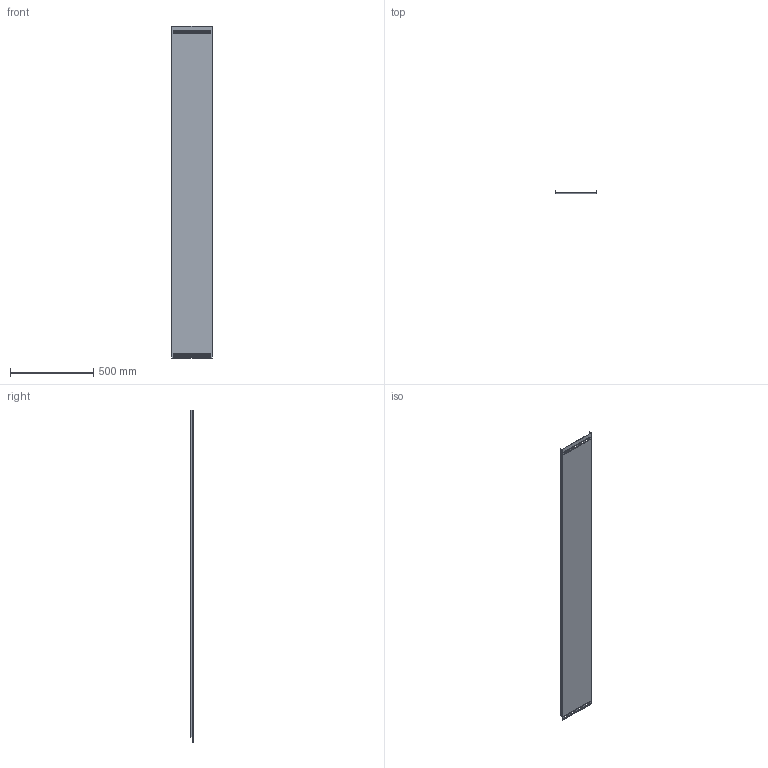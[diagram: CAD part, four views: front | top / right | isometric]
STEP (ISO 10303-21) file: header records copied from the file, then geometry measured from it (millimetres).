
FILE_DESCRIPTION((''),'2;1');
FILE_NAME('715155_PRT','2018-11-09T09:59:12',('tomasz.grudniewski'),(''),'CREO PARAMETRIC BY PTC INC, 2018260','CREO PARAMETRIC BY PTC INC, 2018260','');
FILE_SCHEMA(('CONFIG_CONTROL_DESIGN'));
Length unit declared in the file: millimetre
Products named in the file (1): 715155_PRT
Bounding box: 250 x 15 x 2000 mm (x, y, z)
Volume: 816427 mm3; surface area: 1098130.1 mm2
Topology: 1 solids, 1 shells, 176 faces, 506 edges, 332 vertices
Faces by surface type: plane 96, cylinder 80
Entity records: 5972 total; most frequent: DIRECTION 1018, CARTESIAN_POINT 1014, ORIENTED_EDGE 1012, EDGE_CURVE 506, VECTOR 346, LINE 346, AXIS2_PLACEMENT_3D 336, VERTEX_POINT 332
